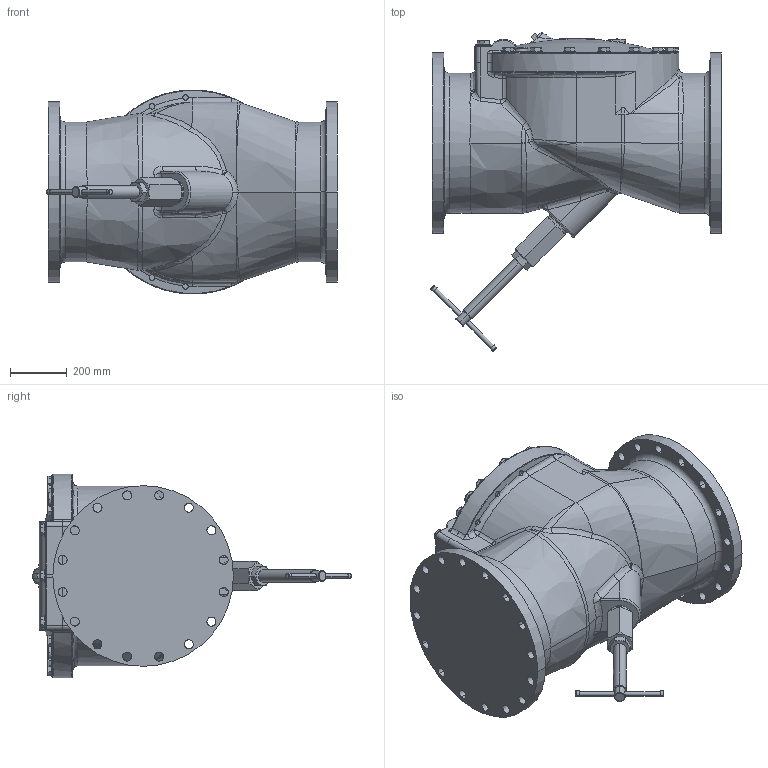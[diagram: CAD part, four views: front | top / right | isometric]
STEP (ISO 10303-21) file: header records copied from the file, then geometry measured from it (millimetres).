
FILE_DESCRIPTION((''),'2;1');
FILE_NAME('518CBF_SW0001','2023-11-01T13:32:20',('jlesh'),(''),'CREO PARAMETRIC BY PTC INC, 2023072','CREO PARAMETRIC BY PTC INC, 2023072','');
FILE_SCHEMA(('AUTOMOTIVE_DESIGN { 1 0 10303 214 1 1 1 1 }'));
Length unit declared in the file: inch
Products named in the file (1): 518CBF_SW0001
Bounding box: 1022.59 x 1121.05 x 717.25 mm (x, y, z)
Volume: 272256877.8 mm3; surface area: 3322744.7 mm2
Topology: 1 solids, 2 shells, 885 faces, 2073 edges, 1248 vertices
Faces by surface type: plane 230, cylinder 201, bspline 157, cone 144, torus 141, sphere 12
Entity records: 46482 total; most frequent: CARTESIAN_POINT 24564, ORIENTED_EDGE 4136, DIRECTION 3702, EDGE_CURVE 2068, AXIS2_PLACEMENT_3D 1587, COLOUR_RGB 1328, VERTEX_POINT 1249, EDGE_LOOP 1013
